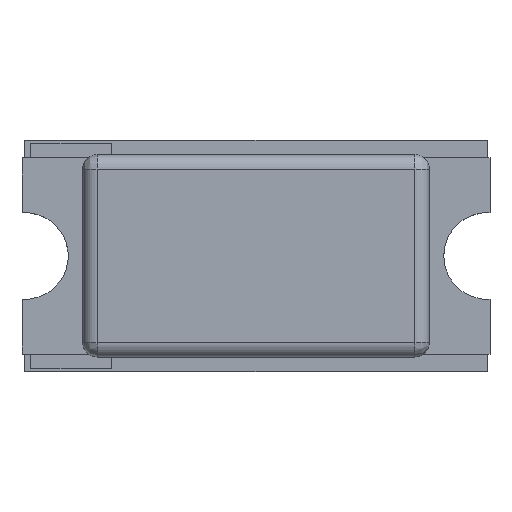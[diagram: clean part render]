
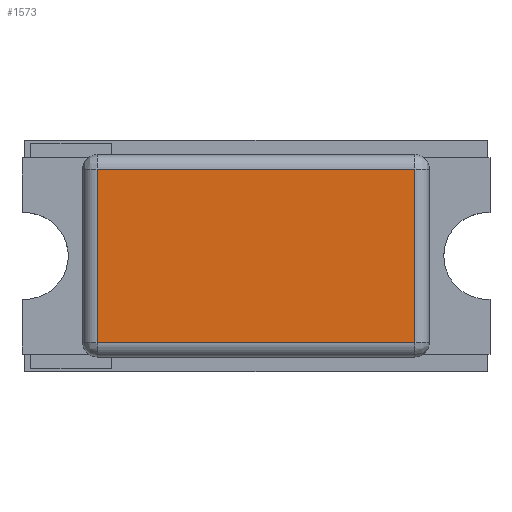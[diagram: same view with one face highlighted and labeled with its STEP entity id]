
A CAD part, top view. The second image highlights one B-rep face of the part: STEP entity #1573.
In plain terms, the highlighted planar face has unit normal (0, 0, 1).
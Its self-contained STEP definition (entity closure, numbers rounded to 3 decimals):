
#53 = CARTESIAN_POINT ( 'NONE',  ( 0.55, 0.3, 0.6 ) ) ;
#79 = LINE ( 'NONE', #1857, #1016 ) ;
#131 = VERTEX_POINT ( 'NONE', #608 ) ;
#147 = CARTESIAN_POINT ( 'NONE',  ( -0.6, -0.35, 0.6 ) ) ;
#161 = DIRECTION ( 'NONE',  ( 1., 0., 0. ) ) ;
#203 = EDGE_LOOP ( 'NONE', ( #1932, #742, #1428, #1492 ) ) ;
#260 = EDGE_CURVE ( 'NONE', #1218, #1196, #79, .T. ) ;
#312 = DIRECTION ( 'NONE',  ( 0., -1., 0. ) ) ;
#479 = PLANE ( 'NONE',  #891 ) ;
#504 = VECTOR ( 'NONE', #789, 1000. ) ;
#608 = CARTESIAN_POINT ( 'NONE',  ( -0.55, 0.3, 0.6 ) ) ;
#615 = LINE ( 'NONE', #1864, #504 ) ;
#706 = EDGE_CURVE ( 'NONE', #1402, #1218, #2033, .T. ) ;
#742 = ORIENTED_EDGE ( 'NONE', *, *, #260, .F. ) ;
#789 = DIRECTION ( 'NONE',  ( 1., 0., 0. ) ) ;
#791 = CARTESIAN_POINT ( 'NONE',  ( -0.55, -0.35, 0.6 ) ) ;
#808 = FACE_OUTER_BOUND ( 'NONE', #203, .T. ) ;
#891 = AXIS2_PLACEMENT_3D ( 'NONE', #147, #1373, #161 ) ;
#966 = VECTOR ( 'NONE', #312, 1000. ) ;
#979 = CARTESIAN_POINT ( 'NONE',  ( 0.55, -0.3, 0.6 ) ) ;
#1016 = VECTOR ( 'NONE', #1337, 1000. ) ;
#1129 = CARTESIAN_POINT ( 'NONE',  ( -0.55, -0.3, 0.6 ) ) ;
#1196 = VERTEX_POINT ( 'NONE', #1129 ) ;
#1218 = VERTEX_POINT ( 'NONE', #979 ) ;
#1244 = EDGE_CURVE ( 'NONE', #1196, #131, #1726, .T. ) ;
#1337 = DIRECTION ( 'NONE',  ( -1., 0., 0. ) ) ;
#1373 = DIRECTION ( 'NONE',  ( 0., 0., 1. ) ) ;
#1402 = VERTEX_POINT ( 'NONE', #53 ) ;
#1428 = ORIENTED_EDGE ( 'NONE', *, *, #706, .F. ) ;
#1492 = ORIENTED_EDGE ( 'NONE', *, *, #1507, .F. ) ;
#1507 = EDGE_CURVE ( 'NONE', #131, #1402, #615, .T. ) ;
#1545 = DIRECTION ( 'NONE',  ( 0., 1., 0. ) ) ;
#1566 = VECTOR ( 'NONE', #1545, 1000. ) ;
#1573 = ADVANCED_FACE ( 'NONE', ( #808 ), #479, .T. ) ;
#1726 = LINE ( 'NONE', #791, #1566 ) ;
#1780 = CARTESIAN_POINT ( 'NONE',  ( 0.55, -0.35, 0.6 ) ) ;
#1857 = CARTESIAN_POINT ( 'NONE',  ( -0.6, -0.3, 0.6 ) ) ;
#1864 = CARTESIAN_POINT ( 'NONE',  ( -0.6, 0.3, 0.6 ) ) ;
#1932 = ORIENTED_EDGE ( 'NONE', *, *, #1244, .F. ) ;
#2033 = LINE ( 'NONE', #1780, #966 ) ;
